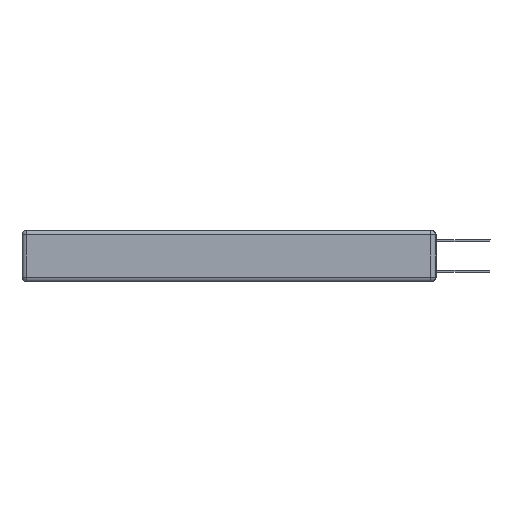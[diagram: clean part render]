
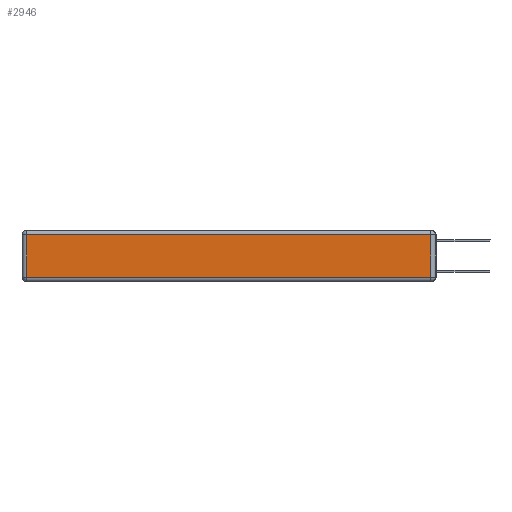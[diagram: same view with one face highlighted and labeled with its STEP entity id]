
A CAD part, left-side view. The second image highlights one B-rep face of the part: STEP entity #2946.
In plain terms, the highlighted planar face has unit normal (-1, 0, 0).
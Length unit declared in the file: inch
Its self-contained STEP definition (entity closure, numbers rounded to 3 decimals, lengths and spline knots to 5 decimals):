
#924 = CARTESIAN_POINT ( 'NONE',  ( 0., 0., -0.343 ) ) ;
#1202 = LINE ( 'NONE', #12234, #12804 ) ;
#2155 = VERTEX_POINT ( 'NONE', #13617 ) ;
#2459 = DIRECTION ( 'NONE',  ( 0., -1., 0. ) ) ;
#2845 = DIRECTION ( 'NONE',  ( 0., 0., 1. ) ) ;
#2946 = ADVANCED_FACE ( 'NONE', ( #7949 ), #12211, .T. ) ;
#3217 = ORIENTED_EDGE ( 'NONE', *, *, #16377, .T. ) ;
#4732 = CARTESIAN_POINT ( 'NONE',  ( 0., 0.03, -0.313 ) ) ;
#4828 = CARTESIAN_POINT ( 'NONE',  ( 0., 2.75, -0.03 ) ) ;
#4975 = VERTEX_POINT ( 'NONE', #8377 ) ;
#5342 = LINE ( 'NONE', #9248, #12860 ) ;
#5406 = DIRECTION ( 'NONE',  ( 0., 0., 1. ) ) ;
#5525 = VERTEX_POINT ( 'NONE', #4732 ) ;
#5730 = EDGE_LOOP ( 'NONE', ( #16499, #9420, #9573, #3217 ) ) ;
#6648 = CARTESIAN_POINT ( 'NONE',  ( 0., 0.03, -0.343 ) ) ;
#7271 = VECTOR ( 'NONE', #17250, 39.37008 ) ;
#7949 = FACE_OUTER_BOUND ( 'NONE', #5730, .T. ) ;
#8377 = CARTESIAN_POINT ( 'NONE',  ( 0., 2.72, -0.03 ) ) ;
#9248 = CARTESIAN_POINT ( 'NONE',  ( 0., 0., -0.313 ) ) ;
#9420 = ORIENTED_EDGE ( 'NONE', *, *, #10361, .T. ) ;
#9573 = ORIENTED_EDGE ( 'NONE', *, *, #11127, .T. ) ;
#9788 = VERTEX_POINT ( 'NONE', #10582 ) ;
#10361 = EDGE_CURVE ( 'NONE', #5525, #2155, #13898, .T. ) ;
#10582 = CARTESIAN_POINT ( 'NONE',  ( 0., 2.72, -0.313 ) ) ;
#10865 = DIRECTION ( 'NONE',  ( 0., 0., -1. ) ) ;
#11127 = EDGE_CURVE ( 'NONE', #2155, #4975, #11784, .T. ) ;
#11575 = AXIS2_PLACEMENT_3D ( 'NONE', #924, #14759, #5406 ) ;
#11784 = LINE ( 'NONE', #4828, #7271 ) ;
#12211 = PLANE ( 'NONE',  #11575 ) ;
#12234 = CARTESIAN_POINT ( 'NONE',  ( 0., 2.72, -0.343 ) ) ;
#12804 = VECTOR ( 'NONE', #10865, 39.37008 ) ;
#12860 = VECTOR ( 'NONE', #2459, 39.37008 ) ;
#13617 = CARTESIAN_POINT ( 'NONE',  ( 0., 0.03, -0.03 ) ) ;
#13898 = LINE ( 'NONE', #6648, #17097 ) ;
#14272 = EDGE_CURVE ( 'NONE', #9788, #5525, #5342, .T. ) ;
#14759 = DIRECTION ( 'NONE',  ( -1., 0., 0. ) ) ;
#16377 = EDGE_CURVE ( 'NONE', #4975, #9788, #1202, .T. ) ;
#16499 = ORIENTED_EDGE ( 'NONE', *, *, #14272, .T. ) ;
#17097 = VECTOR ( 'NONE', #2845, 39.37008 ) ;
#17250 = DIRECTION ( 'NONE',  ( 0., 1., 0. ) ) ;
